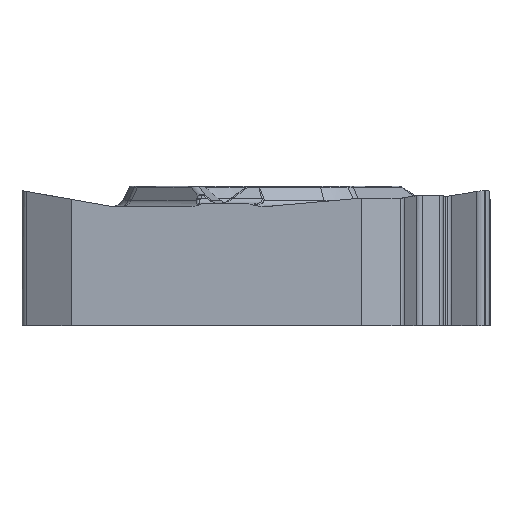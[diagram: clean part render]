
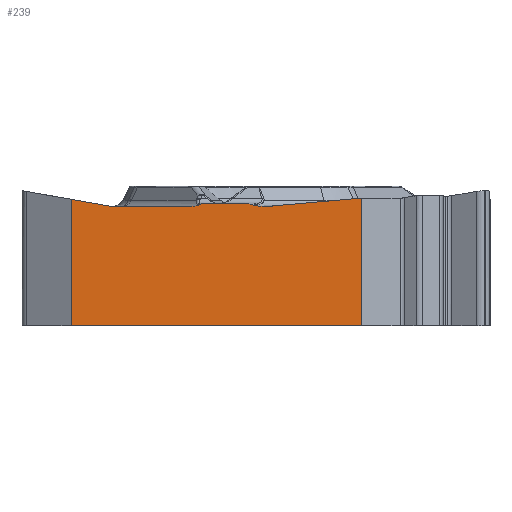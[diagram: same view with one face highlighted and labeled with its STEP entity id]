
A CAD part, left-side view. The second image highlights one B-rep face of the part: STEP entity #239.
In plain terms, the highlighted planar face has unit normal (-1, 0, 0).
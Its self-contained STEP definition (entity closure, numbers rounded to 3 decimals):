
#239=ADVANCED_FACE('',(#523),#470,.F.);
#470=PLANE('',#3836);
#523=FACE_OUTER_BOUND('',#748,.T.);
#748=EDGE_LOOP('',(#1213,#1214,#1215,#1216,#1217,#1218,#1219,#1220,#1221,
#1222,#1223,#1224,#1225,#1226));
#985=CIRCLE('',#3835,0.32);
#1128=ELLIPSE('',#3831,0.64,0.32);
#1129=ELLIPSE('',#3832,0.3,0.15);
#1130=ELLIPSE('',#3833,0.177,0.15);
#1131=ELLIPSE('',#3834,0.377,0.32);
#1213=ORIENTED_EDGE('',*,*,#2668,.F.);
#1214=ORIENTED_EDGE('',*,*,#2669,.T.);
#1215=ORIENTED_EDGE('',*,*,#2670,.F.);
#1216=ORIENTED_EDGE('',*,*,#2671,.F.);
#1217=ORIENTED_EDGE('',*,*,#2672,.T.);
#1218=ORIENTED_EDGE('',*,*,#2673,.T.);
#1219=ORIENTED_EDGE('',*,*,#2674,.F.);
#1220=ORIENTED_EDGE('',*,*,#2675,.F.);
#1221=ORIENTED_EDGE('',*,*,#2676,.F.);
#1222=ORIENTED_EDGE('',*,*,#2677,.F.);
#1223=ORIENTED_EDGE('',*,*,#2678,.T.);
#1224=ORIENTED_EDGE('',*,*,#2679,.T.);
#1225=ORIENTED_EDGE('',*,*,#2680,.T.);
#1226=ORIENTED_EDGE('',*,*,#2681,.F.);
#2333=VERTEX_POINT('',#5513);
#2334=VERTEX_POINT('',#5514);
#2335=VERTEX_POINT('',#5516);
#2336=VERTEX_POINT('',#5518);
#2337=VERTEX_POINT('',#5520);
#2338=VERTEX_POINT('',#5522);
#2339=VERTEX_POINT('',#5524);
#2340=VERTEX_POINT('',#5532);
#2341=VERTEX_POINT('',#5534);
#2342=VERTEX_POINT('',#5536);
#2343=VERTEX_POINT('',#5538);
#2344=VERTEX_POINT('',#5540);
#2345=VERTEX_POINT('',#5542);
#2346=VERTEX_POINT('',#5544);
#2668=EDGE_CURVE('',#2333,#2334,#3222,.T.);
#2669=EDGE_CURVE('',#2333,#2335,#3223,.T.);
#2670=EDGE_CURVE('',#2336,#2335,#3224,.T.);
#2671=EDGE_CURVE('',#2337,#2336,#3225,.T.);
#2672=EDGE_CURVE('',#2337,#2338,#1128,.T.);
#2673=EDGE_CURVE('',#2338,#2339,#3226,.T.);
#2674=EDGE_CURVE('',#2340,#2339,#3679,.T.);
#2675=EDGE_CURVE('',#2341,#2340,#1129,.T.);
#2676=EDGE_CURVE('',#2342,#2341,#3227,.T.);
#2677=EDGE_CURVE('',#2343,#2342,#1130,.T.);
#2678=EDGE_CURVE('',#2343,#2344,#1131,.T.);
#2679=EDGE_CURVE('',#2344,#2345,#3228,.T.);
#2680=EDGE_CURVE('',#2345,#2346,#985,.T.);
#2681=EDGE_CURVE('',#2334,#2346,#3229,.T.);
#3222=LINE('',#5512,#3447);
#3223=LINE('',#5515,#3448);
#3224=LINE('',#5517,#3449);
#3225=LINE('',#5519,#3450);
#3226=LINE('',#5523,#3451);
#3227=LINE('',#5535,#3452);
#3228=LINE('',#5541,#3453);
#3229=LINE('',#5545,#3454);
#3447=VECTOR('',#4210,1.);
#3448=VECTOR('',#4211,1.);
#3449=VECTOR('',#4212,1.);
#3450=VECTOR('',#4213,1.);
#3451=VECTOR('',#4216,1.);
#3452=VECTOR('',#4219,1.);
#3453=VECTOR('',#4224,1.);
#3454=VECTOR('',#4227,1.);
#3679=B_SPLINE_CURVE_WITH_KNOTS('',3,(#5525,#5526,#5527,#5528,#5529,#5530,
#5531),.UNSPECIFIED.,.F.,.F.,(4,3,4),(0.,0.503,1.),
 .UNSPECIFIED.);
#3831=AXIS2_PLACEMENT_3D('',#5521,#4214,#4215);
#3832=AXIS2_PLACEMENT_3D('',#5533,#4217,#4218);
#3833=AXIS2_PLACEMENT_3D('',#5537,#4220,#4221);
#3834=AXIS2_PLACEMENT_3D('',#5539,#4222,#4223);
#3835=AXIS2_PLACEMENT_3D('',#5543,#4225,#4226);
#3836=AXIS2_PLACEMENT_3D('',#5546,#4228,#4229);
#4210=DIRECTION('',(0.,0.,1.));
#4211=DIRECTION('',(0.,-1.,0.));
#4212=DIRECTION('',(0.,0.,-1.));
#4213=DIRECTION('',(0.,-0.996,0.088));
#4214=DIRECTION('',(1.,0.,0.));
#4215=DIRECTION('',(0.,-1.,0.));
#4216=DIRECTION('',(0.,1.,0.));
#4217=DIRECTION('',(1.,0.,0.));
#4218=DIRECTION('',(0.,1.,0.));
#4219=DIRECTION('',(0.,-1.,0.));
#4220=DIRECTION('',(1.,0.,0.));
#4221=DIRECTION('',(0.,-1.,0.));
#4222=DIRECTION('',(1.,0.,0.));
#4223=DIRECTION('',(0.,-1.,0.));
#4224=DIRECTION('',(0.,1.,0.));
#4225=DIRECTION('',(1.,0.,0.));
#4226=DIRECTION('',(0.,0.,-1.));
#4227=DIRECTION('',(0.,-0.985,-0.174));
#4228=DIRECTION('',(1.,0.,0.));
#4229=DIRECTION('',(0.,0.,-1.));
#5512=CARTESIAN_POINT('',(-4.763,5.455,0.));
#5513=CARTESIAN_POINT('',(-4.763,5.455,-3.97));
#5514=CARTESIAN_POINT('',(-4.763,5.455,-0.255));
#5515=CARTESIAN_POINT('',(-4.763,-3.173,-3.97));
#5516=CARTESIAN_POINT('',(-4.763,-3.073,-3.97));
#5517=CARTESIAN_POINT('',(-4.763,-3.073,0.));
#5518=CARTESIAN_POINT('',(-4.763,-3.073,-0.218));
#5519=CARTESIAN_POINT('',(-4.763,3.106,-0.763));
#5520=CARTESIAN_POINT('',(-4.763,-0.389,-0.455));
#5521=CARTESIAN_POINT('',(-4.763,-0.278,-0.14));
#5522=CARTESIAN_POINT('',(-4.763,-0.278,-0.46));
#5523=CARTESIAN_POINT('',(-4.763,3.173,-0.46));
#5524=CARTESIAN_POINT('',(-4.763,-0.184,-0.46));
#5525=CARTESIAN_POINT('',(-4.763,0.181,-0.4));
#5526=CARTESIAN_POINT('',(-4.763,0.123,-0.421));
#5527=CARTESIAN_POINT('',(-4.763,0.061,-0.436));
#5528=CARTESIAN_POINT('',(-4.763,0.,-0.446));
#5529=CARTESIAN_POINT('',(-4.763,-0.061,-0.455));
#5530=CARTESIAN_POINT('',(-4.763,-0.122,-0.46));
#5531=CARTESIAN_POINT('',(-4.763,-0.184,-0.46));
#5532=CARTESIAN_POINT('',(-4.763,0.181,-0.4));
#5533=CARTESIAN_POINT('',(-4.763,0.36,-0.52));
#5534=CARTESIAN_POINT('',(-4.763,0.36,-0.37));
#5535=CARTESIAN_POINT('',(-4.763,-3.173,-0.37));
#5536=CARTESIAN_POINT('',(-4.763,1.549,-0.37));
#5537=CARTESIAN_POINT('',(-4.763,1.549,-0.52));
#5538=CARTESIAN_POINT('',(-4.763,1.653,-0.399));
#5539=CARTESIAN_POINT('',(-4.763,1.875,-0.14));
#5540=CARTESIAN_POINT('',(-4.763,1.875,-0.46));
#5541=CARTESIAN_POINT('',(-4.763,-3.173,-0.46));
#5542=CARTESIAN_POINT('',(-4.763,4.263,-0.46));
#5543=CARTESIAN_POINT('',(-4.763,4.263,-0.14));
#5544=CARTESIAN_POINT('',(-4.763,4.319,-0.455));
#5545=CARTESIAN_POINT('',(-4.763,-2.869,-1.723));
#5546=CARTESIAN_POINT('',(-4.763,-3.173,0.));
